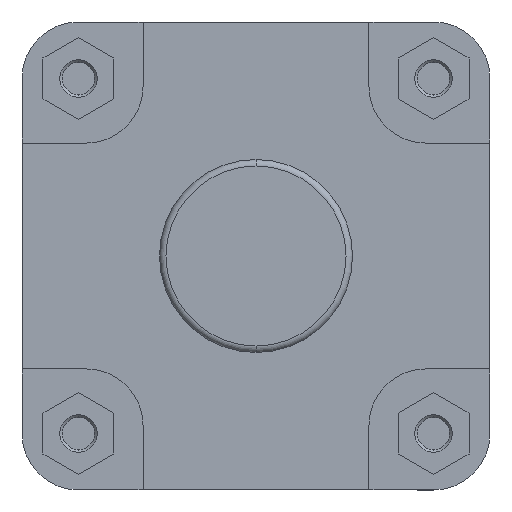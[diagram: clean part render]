
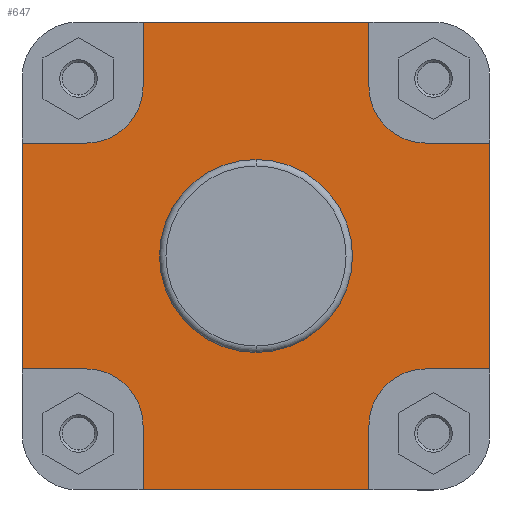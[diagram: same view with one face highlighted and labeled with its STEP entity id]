
A CAD part, left-side view. The second image highlights one B-rep face of the part: STEP entity #647.
In plain terms, the highlighted planar face has unit normal (-1, 0, 0).
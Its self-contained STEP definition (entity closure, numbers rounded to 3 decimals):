
#122 = ORIENTED_EDGE ( 'NONE', *, *, #7164, .F. ) ;
#157 = ORIENTED_EDGE ( 'NONE', *, *, #7163, .F. ) ;
#176 = ORIENTED_EDGE ( 'NONE', *, *, #7161, .F. ) ;
#200 = ORIENTED_EDGE ( 'NONE', *, *, #7153, .F. ) ;
#202 = ORIENTED_EDGE ( 'NONE', *, *, #7165, .F. ) ;
#217 = ORIENTED_EDGE ( 'NONE', *, *, #7158, .F. ) ;
#249 = ORIENTED_EDGE ( 'NONE', *, *, #7162, .F. ) ;
#257 = ORIENTED_EDGE ( 'NONE', *, *, #7157, .T. ) ;
#266 = ORIENTED_EDGE ( 'NONE', *, *, #7155, .T. ) ;
#281 = ORIENTED_EDGE ( 'NONE', *, *, #7160, .F. ) ;
#313 = ORIENTED_EDGE ( 'NONE', *, *, #7159, .F. ) ;
#376 = ORIENTED_EDGE ( 'NONE', *, *, #7156, .F. ) ;
#379 = ORIENTED_EDGE ( 'NONE', *, *, #7089, .F. ) ;
#382 = ORIENTED_EDGE ( 'NONE', *, *, #7166, .F. ) ;
#391 = ORIENTED_EDGE ( 'NONE', *, *, #7168, .F. ) ;
#410 = EDGE_LOOP ( 'NONE', ( #379, #435 ) ) ;
#420 = ORIENTED_EDGE ( 'NONE', *, *, #7154, .F. ) ;
#435 = ORIENTED_EDGE ( 'NONE', *, *, #7137, .F. ) ;
#483 = ORIENTED_EDGE ( 'NONE', *, *, #7167, .F. ) ;
#647 = ADVANCED_FACE ( 'NONE', ( #6460, #6453 ), #5254, .F. ) ;
#1158 = CARTESIAN_POINT ( 'NONE',  ( 46., 35., -72.5 ) ) ;
#1159 = CARTESIAN_POINT ( 'NONE',  ( 46., -35., -72.5 ) ) ;
#1160 = CARTESIAN_POINT ( 'NONE',  ( 46., -35., -52.5 ) ) ;
#1161 = CARTESIAN_POINT ( 'NONE',  ( 46., -52.5, -35. ) ) ;
#1162 = CARTESIAN_POINT ( 'NONE',  ( 46., -72.5, -35. ) ) ;
#1163 = CARTESIAN_POINT ( 'NONE',  ( 46., -72.5, 35. ) ) ;
#1164 = CARTESIAN_POINT ( 'NONE',  ( 46., -52.5, 35. ) ) ;
#1165 = CARTESIAN_POINT ( 'NONE',  ( 46., -35., 52.5 ) ) ;
#1166 = CARTESIAN_POINT ( 'NONE',  ( 46., -35., 72.5 ) ) ;
#1167 = CARTESIAN_POINT ( 'NONE',  ( 46., 35., 72.5 ) ) ;
#1168 = CARTESIAN_POINT ( 'NONE',  ( 46., 35., 52.5 ) ) ;
#1169 = CARTESIAN_POINT ( 'NONE',  ( 46., 52.5, 35. ) ) ;
#1170 = CARTESIAN_POINT ( 'NONE',  ( 46., 72.5, 35. ) ) ;
#1171 = CARTESIAN_POINT ( 'NONE',  ( 46., 72.5, -35. ) ) ;
#1172 = CARTESIAN_POINT ( 'NONE',  ( 46., 52.5, -35. ) ) ;
#1173 = CARTESIAN_POINT ( 'NONE',  ( 46., 35., -52.5 ) ) ;
#1324 = CARTESIAN_POINT ( 'NONE',  ( 46., 0., 29.9 ) ) ;
#1336 = CARTESIAN_POINT ( 'NONE',  ( 46., 0., -29.9 ) ) ;
#2730 = CIRCLE ( 'NONE', #4170, 29.9 ) ;
#2813 = CIRCLE ( 'NONE', #4171, 29.9 ) ;
#2826 = LINE ( 'NONE', #3496, #2840 ) ;
#2833 = LINE ( 'NONE', #3494, #2839 ) ;
#2834 = VECTOR ( 'NONE', #3495, 1000. ) ;
#2835 = LINE ( 'NONE', #3498, #2842 ) ;
#2837 = LINE ( 'NONE', #3489, #2834 ) ;
#2838 = CIRCLE ( 'NONE', #4189, 17.5 ) ;
#2839 = VECTOR ( 'NONE', #3497, 1000. ) ;
#2840 = VECTOR ( 'NONE', #3499, 1000. ) ;
#2842 = VECTOR ( 'NONE', #3500, 1000. ) ;
#2843 = VECTOR ( 'NONE', #3508, 1000. ) ;
#2844 = LINE ( 'NONE', #3502, #2845 ) ;
#2845 = VECTOR ( 'NONE', #3503, 1000. ) ;
#2846 = LINE ( 'NONE', #3507, #2849 ) ;
#2847 = LINE ( 'NONE', #3501, #2843 ) ;
#2848 = CIRCLE ( 'NONE', #4191, 17.5 ) ;
#2849 = VECTOR ( 'NONE', #3509, 1000. ) ;
#2850 = VECTOR ( 'NONE', #3517, 1000. ) ;
#2851 = LINE ( 'NONE', #3511, #2852 ) ;
#2852 = VECTOR ( 'NONE', #3512, 1000. ) ;
#2853 = LINE ( 'NONE', #3516, #2856 ) ;
#2854 = LINE ( 'NONE', #3510, #2850 ) ;
#2855 = CIRCLE ( 'NONE', #4193, 17.5 ) ;
#2856 = VECTOR ( 'NONE', #3518, 1000. ) ;
#2857 = VECTOR ( 'NONE', #3527, 1000. ) ;
#2858 = LINE ( 'NONE', #3520, #2859 ) ;
#2859 = VECTOR ( 'NONE', #3521, 1000. ) ;
#2862 = LINE ( 'NONE', #3519, #2857 ) ;
#2863 = CIRCLE ( 'NONE', #4194, 17.5 ) ;
#3335 = CARTESIAN_POINT ( 'NONE',  ( 46., 0., 0. ) ) ;
#3344 = DIRECTION ( 'NONE',  ( -1., 0., 0. ) ) ;
#3345 = DIRECTION ( 'NONE',  ( 0., 0., 1. ) ) ;
#3442 = CARTESIAN_POINT ( 'NONE',  ( 46., 0., 0. ) ) ;
#3449 = DIRECTION ( 'NONE',  ( -1., 0., 0. ) ) ;
#3450 = DIRECTION ( 'NONE',  ( 0., 0., 1. ) ) ;
#3485 = CARTESIAN_POINT ( 'NONE',  ( 46., -52.5, -52.5 ) ) ;
#3489 = CARTESIAN_POINT ( 'NONE',  ( 46., -72.5, -35. ) ) ;
#3492 = DIRECTION ( 'NONE',  ( -1., 0., 0. ) ) ;
#3493 = DIRECTION ( 'NONE',  ( 0., 0., -1. ) ) ;
#3494 = CARTESIAN_POINT ( 'NONE',  ( 46., -159.641, -72.5 ) ) ;
#3495 = DIRECTION ( 'NONE',  ( 0., 1., 0. ) ) ;
#3496 = CARTESIAN_POINT ( 'NONE',  ( 46., -35., -52.5 ) ) ;
#3497 = DIRECTION ( 'NONE',  ( 0., -1., 0. ) ) ;
#3498 = CARTESIAN_POINT ( 'NONE',  ( 46., -72.5, 0. ) ) ;
#3499 = DIRECTION ( 'NONE',  ( 0., 0., -1. ) ) ;
#3500 = DIRECTION ( 'NONE',  ( 0., 0., 1. ) ) ;
#3501 = CARTESIAN_POINT ( 'NONE',  ( 46., -35., 72.5 ) ) ;
#3502 = CARTESIAN_POINT ( 'NONE',  ( 46., -52.5, 35. ) ) ;
#3503 = DIRECTION ( 'NONE',  ( 0., -1., 0. ) ) ;
#3504 = CARTESIAN_POINT ( 'NONE',  ( 46., -52.5, 52.5 ) ) ;
#3505 = DIRECTION ( 'NONE',  ( -1., 0., 0. ) ) ;
#3506 = DIRECTION ( 'NONE',  ( 0., 0., -1. ) ) ;
#3507 = CARTESIAN_POINT ( 'NONE',  ( 46., -159.641, 72.5 ) ) ;
#3508 = DIRECTION ( 'NONE',  ( 0., 0., -1. ) ) ;
#3509 = DIRECTION ( 'NONE',  ( 0., -1., 0. ) ) ;
#3510 = CARTESIAN_POINT ( 'NONE',  ( 46., 72.5, 35. ) ) ;
#3511 = CARTESIAN_POINT ( 'NONE',  ( 46., 35., 52.5 ) ) ;
#3512 = DIRECTION ( 'NONE',  ( 0., 0., 1. ) ) ;
#3513 = CARTESIAN_POINT ( 'NONE',  ( 46., 52.5, 52.5 ) ) ;
#3514 = DIRECTION ( 'NONE',  ( -1., 0., 0. ) ) ;
#3515 = DIRECTION ( 'NONE',  ( 0., 0., -1. ) ) ;
#3516 = CARTESIAN_POINT ( 'NONE',  ( 46., 72.5, 0. ) ) ;
#3517 = DIRECTION ( 'NONE',  ( 0., -1., 0. ) ) ;
#3518 = DIRECTION ( 'NONE',  ( 0., 0., 1. ) ) ;
#3519 = CARTESIAN_POINT ( 'NONE',  ( 46., 35., -72.5 ) ) ;
#3520 = CARTESIAN_POINT ( 'NONE',  ( 46., 52.5, -35. ) ) ;
#3521 = DIRECTION ( 'NONE',  ( 0., 1., 0. ) ) ;
#3522 = CARTESIAN_POINT ( 'NONE',  ( 46., 52.5, -52.5 ) ) ;
#3523 = DIRECTION ( 'NONE',  ( -1., 0., 0. ) ) ;
#3524 = DIRECTION ( 'NONE',  ( 0., 0., -1. ) ) ;
#3527 = DIRECTION ( 'NONE',  ( 0., 0., 1. ) ) ;
#4170 = AXIS2_PLACEMENT_3D ( 'NONE', #3335, #3344, #3345 ) ;
#4171 = AXIS2_PLACEMENT_3D ( 'NONE', #3442, #3449, #3450 ) ;
#4189 = AXIS2_PLACEMENT_3D ( 'NONE', #3485, #3492, #3493 ) ;
#4191 = AXIS2_PLACEMENT_3D ( 'NONE', #3504, #3505, #3506 ) ;
#4193 = AXIS2_PLACEMENT_3D ( 'NONE', #3513, #3514, #3515 ) ;
#4194 = AXIS2_PLACEMENT_3D ( 'NONE', #3522, #3523, #3524 ) ;
#4431 = VERTEX_POINT ( 'NONE', #1158 ) ;
#4432 = VERTEX_POINT ( 'NONE', #1159 ) ;
#4433 = VERTEX_POINT ( 'NONE', #1160 ) ;
#4434 = VERTEX_POINT ( 'NONE', #1161 ) ;
#4435 = VERTEX_POINT ( 'NONE', #1162 ) ;
#4436 = VERTEX_POINT ( 'NONE', #1163 ) ;
#4437 = VERTEX_POINT ( 'NONE', #1164 ) ;
#4438 = VERTEX_POINT ( 'NONE', #1165 ) ;
#4439 = VERTEX_POINT ( 'NONE', #1166 ) ;
#4440 = VERTEX_POINT ( 'NONE', #1167 ) ;
#4441 = VERTEX_POINT ( 'NONE', #1168 ) ;
#4442 = VERTEX_POINT ( 'NONE', #1169 ) ;
#4443 = VERTEX_POINT ( 'NONE', #1170 ) ;
#4444 = VERTEX_POINT ( 'NONE', #1171 ) ;
#4445 = VERTEX_POINT ( 'NONE', #1172 ) ;
#4446 = VERTEX_POINT ( 'NONE', #1173 ) ;
#4603 = VERTEX_POINT ( 'NONE', #1324 ) ;
#4616 = VERTEX_POINT ( 'NONE', #1336 ) ;
#5243 = CARTESIAN_POINT ( 'NONE',  ( 46., 29.9, 0. ) ) ;
#5254 = PLANE ( 'NONE',  #7430 ) ;
#5255 = DIRECTION ( 'NONE',  ( 1., 0., 0. ) ) ;
#5256 = DIRECTION ( 'NONE',  ( 0., 0., -1. ) ) ;
#5471 = EDGE_LOOP ( 'NONE', ( #266, #376, #200, #420, #257, #217, #313, #281, #176, #249, #157, #122, #202, #382, #483, #391 ) ) ;
#6453 = FACE_OUTER_BOUND ( 'NONE', #5471, .T. ) ;
#6460 = FACE_BOUND ( 'NONE', #410, .T. ) ;
#7089 = EDGE_CURVE ( 'NONE', #4603, #4616, #2730, .T. ) ;
#7137 = EDGE_CURVE ( 'NONE', #4616, #4603, #2813, .T. ) ;
#7153 = EDGE_CURVE ( 'NONE', #4434, #4433, #2838, .T. ) ;
#7154 = EDGE_CURVE ( 'NONE', #4435, #4434, #2837, .T. ) ;
#7155 = EDGE_CURVE ( 'NONE', #4431, #4432, #2833, .T. ) ;
#7156 = EDGE_CURVE ( 'NONE', #4433, #4432, #2826, .T. ) ;
#7157 = EDGE_CURVE ( 'NONE', #4435, #4436, #2835, .T. ) ;
#7158 = EDGE_CURVE ( 'NONE', #4437, #4436, #2844, .T. ) ;
#7159 = EDGE_CURVE ( 'NONE', #4438, #4437, #2848, .T. ) ;
#7160 = EDGE_CURVE ( 'NONE', #4439, #4438, #2847, .T. ) ;
#7161 = EDGE_CURVE ( 'NONE', #4440, #4439, #2846, .T. ) ;
#7162 = EDGE_CURVE ( 'NONE', #4441, #4440, #2851, .T. ) ;
#7163 = EDGE_CURVE ( 'NONE', #4442, #4441, #2855, .T. ) ;
#7164 = EDGE_CURVE ( 'NONE', #4443, #4442, #2854, .T. ) ;
#7165 = EDGE_CURVE ( 'NONE', #4444, #4443, #2853, .T. ) ;
#7166 = EDGE_CURVE ( 'NONE', #4445, #4444, #2858, .T. ) ;
#7167 = EDGE_CURVE ( 'NONE', #4446, #4445, #2863, .T. ) ;
#7168 = EDGE_CURVE ( 'NONE', #4431, #4446, #2862, .T. ) ;
#7430 = AXIS2_PLACEMENT_3D ( 'NONE', #5243, #5255, #5256 ) ;
